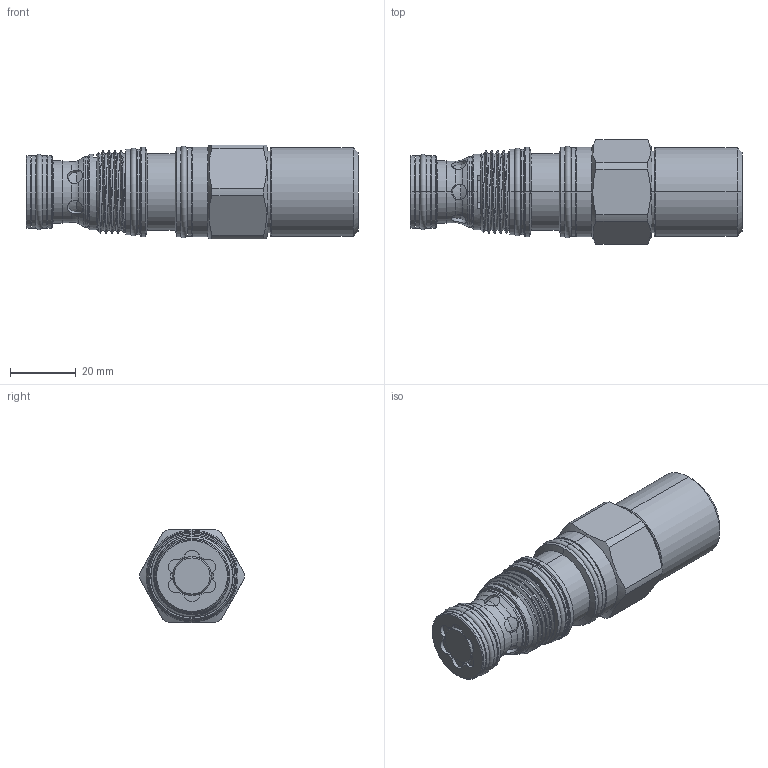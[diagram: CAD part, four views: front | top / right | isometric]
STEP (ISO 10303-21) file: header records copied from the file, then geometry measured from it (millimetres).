
FILE_DESCRIPTION (( 'STEP AP203' ), '1' );
FILE_NAME ('CB2A30(34)(3B)(3D)-CA.STEP', '2023-03-10T06:49:08', ( '' ), ( '' ), 'SwSTEP 2.0', 'SolidWorks 2018', '' );
FILE_SCHEMA (( 'CONFIG_CONTROL_DESIGN' ));
Length unit declared in the file: millimetre
Products named in the file (1): CB2A30(34)(3B)(3D)-CA
Bounding box: 101.3 x 31.79 x 28.57 mm (x, y, z)
Volume: 52218.2 mm3; surface area: 13521.4 mm2
Topology: 1 solids, 1 shells, 294 faces, 717 edges, 455 vertices
Faces by surface type: cylinder 113, plane 101, cone 39, torus 34, bspline 7
Entity records: 13056 total; most frequent: CARTESIAN_POINT 6151, ORIENTED_EDGE 1434, DIRECTION 1414, EDGE_CURVE 717, AXIS2_PLACEMENT_3D 541, VERTEX_POINT 455, VECTOR 332, LINE 332
